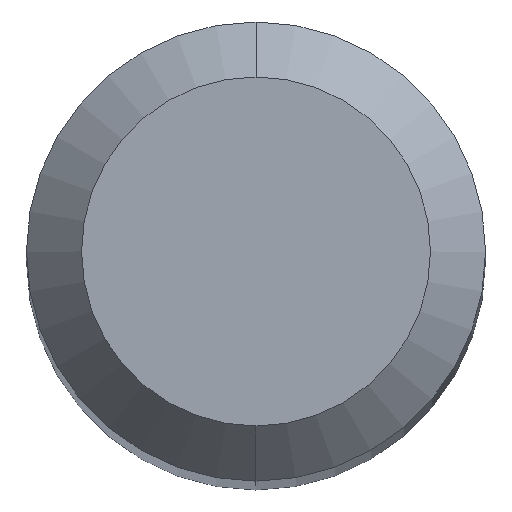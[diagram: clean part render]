
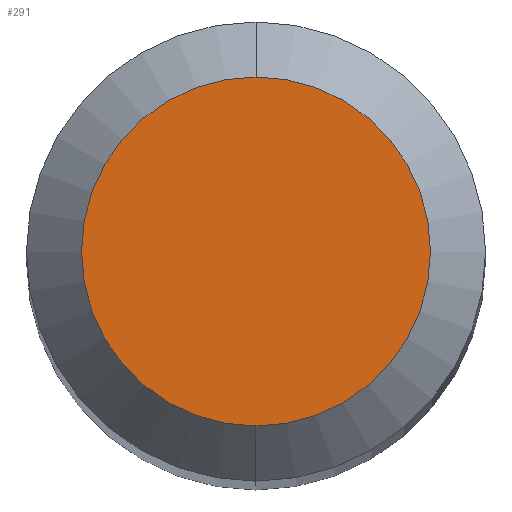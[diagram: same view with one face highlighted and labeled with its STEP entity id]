
A CAD part, top view. The second image highlights one B-rep face of the part: STEP entity #291.
In plain terms, the highlighted planar face has unit normal (0, 0, 1).
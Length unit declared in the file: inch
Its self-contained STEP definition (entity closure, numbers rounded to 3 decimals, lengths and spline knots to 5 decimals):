
#25 = DIRECTION ( 'NONE',  ( 0., 0., 1. ) ) ;
#28 = AXIS2_PLACEMENT_3D ( 'NONE', #93, #305, #91 ) ;
#32 = CARTESIAN_POINT ( 'NONE',  ( 0., 0., 0. ) ) ;
#74 = VERTEX_POINT ( 'NONE', #95 ) ;
#87 = CIRCLE ( 'NONE', #28, 0.0475 ) ;
#91 = DIRECTION ( 'NONE',  ( 0., -1., 0. ) ) ;
#93 = CARTESIAN_POINT ( 'NONE',  ( 0., 0., 0. ) ) ;
#95 = CARTESIAN_POINT ( 'NONE',  ( 0., -0.0475, 0. ) ) ;
#123 = VERTEX_POINT ( 'NONE', #460 ) ;
#125 = FACE_OUTER_BOUND ( 'NONE', #145, .T. ) ;
#145 = EDGE_LOOP ( 'NONE', ( #426, #306 ) ) ;
#157 = AXIS2_PLACEMENT_3D ( 'NONE', #32, #25, #495 ) ;
#256 = EDGE_CURVE ( 'NONE', #74, #123, #263, .T. ) ;
#263 = CIRCLE ( 'NONE', #157, 0.0475 ) ;
#289 = PLANE ( 'NONE',  #357 ) ;
#291 = ADVANCED_FACE ( 'NONE', ( #125 ), #289, .F. ) ;
#305 = DIRECTION ( 'NONE',  ( 0., 0., 1. ) ) ;
#306 = ORIENTED_EDGE ( 'NONE', *, *, #256, .T. ) ;
#357 = AXIS2_PLACEMENT_3D ( 'NONE', #512, #397, #361 ) ;
#361 = DIRECTION ( 'NONE',  ( 0., 1., 0. ) ) ;
#397 = DIRECTION ( 'NONE',  ( 0., 0., -1. ) ) ;
#426 = ORIENTED_EDGE ( 'NONE', *, *, #445, .T. ) ;
#445 = EDGE_CURVE ( 'NONE', #123, #74, #87, .T. ) ;
#460 = CARTESIAN_POINT ( 'NONE',  ( 0., 0.0475, 0. ) ) ;
#495 = DIRECTION ( 'NONE',  ( 0., -1., 0. ) ) ;
#512 = CARTESIAN_POINT ( 'NONE',  ( 0., 0.0475, 0. ) ) ;
